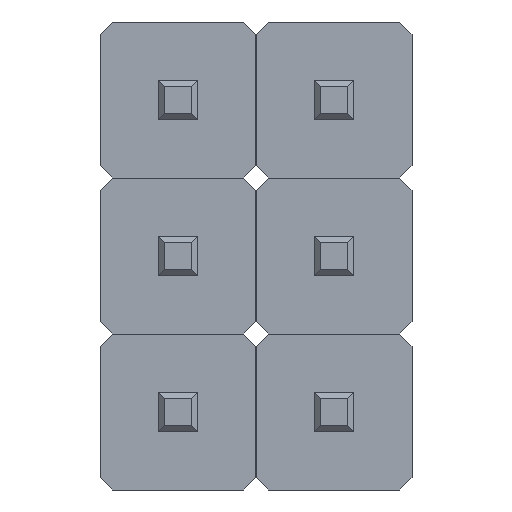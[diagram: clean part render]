
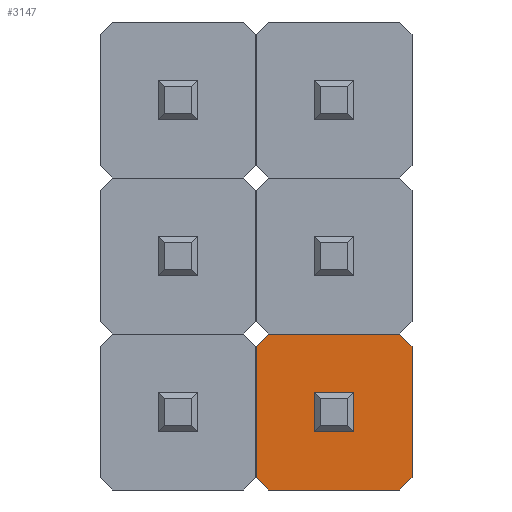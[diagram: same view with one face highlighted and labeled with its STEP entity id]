
A CAD part, front view. The second image highlights one B-rep face of the part: STEP entity #3147.
In plain terms, the highlighted planar face has unit normal (0, -1, 0).
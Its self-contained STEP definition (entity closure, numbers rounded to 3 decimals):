
#109 = DIRECTION ( 'NONE',  ( 1., 0., 0. ) ) ;
#111 = CARTESIAN_POINT ( 'NONE',  ( 3.49, 0., -0.95 ) ) ;
#116 = CARTESIAN_POINT ( 'NONE',  ( 4.88, 0., -2.54 ) ) ;
#175 = VECTOR ( 'NONE', #2644, 1000. ) ;
#195 = ORIENTED_EDGE ( 'NONE', *, *, #2444, .F. ) ;
#224 = VECTOR ( 'NONE', #2767, 1000. ) ;
#238 = ORIENTED_EDGE ( 'NONE', *, *, #4770, .F. ) ;
#311 = DIRECTION ( 'NONE',  ( -0.707, 0., -0.707 ) ) ;
#430 = DIRECTION ( 'NONE',  ( 0., 0., -1. ) ) ;
#434 = EDGE_CURVE ( 'NONE', #1701, #2330, #1476, .T. ) ;
#619 = LINE ( 'NONE', #2062, #224 ) ;
#658 = DIRECTION ( 'NONE',  ( 0., 0., 1. ) ) ;
#774 = LINE ( 'NONE', #111, #2240 ) ;
#796 = LINE ( 'NONE', #3843, #2792 ) ;
#808 = EDGE_CURVE ( 'NONE', #904, #1066, #1819, .T. ) ;
#904 = VERTEX_POINT ( 'NONE', #4520 ) ;
#950 = ORIENTED_EDGE ( 'NONE', *, *, #1477, .T. ) ;
#1056 = VERTEX_POINT ( 'NONE', #1318 ) ;
#1066 = VERTEX_POINT ( 'NONE', #1661 ) ;
#1079 = CARTESIAN_POINT ( 'NONE',  ( 2.54, 0., 0. ) ) ;
#1193 = CARTESIAN_POINT ( 'NONE',  ( 2.54, 0., -0.2 ) ) ;
#1318 = CARTESIAN_POINT ( 'NONE',  ( 4.13, 0., -0.95 ) ) ;
#1379 = LINE ( 'NONE', #1193, #3229 ) ;
#1397 = ORIENTED_EDGE ( 'NONE', *, *, #2288, .F. ) ;
#1432 = VECTOR ( 'NONE', #1489, 1000. ) ;
#1469 = CARTESIAN_POINT ( 'NONE',  ( 5.08, 0., -2.34 ) ) ;
#1476 = LINE ( 'NONE', #1469, #4561 ) ;
#1477 = EDGE_CURVE ( 'NONE', #1701, #1605, #2954, .T. ) ;
#1482 = VERTEX_POINT ( 'NONE', #2641 ) ;
#1489 = DIRECTION ( 'NONE',  ( 0., 0., -1. ) ) ;
#1504 = CARTESIAN_POINT ( 'NONE',  ( 5.08, 0., -0.2 ) ) ;
#1605 = VERTEX_POINT ( 'NONE', #3485 ) ;
#1623 = CARTESIAN_POINT ( 'NONE',  ( 3.49, 0., 0. ) ) ;
#1661 = CARTESIAN_POINT ( 'NONE',  ( 2.54, 0., -2.34 ) ) ;
#1701 = VERTEX_POINT ( 'NONE', #4030 ) ;
#1819 = LINE ( 'NONE', #4488, #4274 ) ;
#1980 = CARTESIAN_POINT ( 'NONE',  ( 4.13, 0., -1.59 ) ) ;
#1996 = VECTOR ( 'NONE', #2009, 1000. ) ;
#2009 = DIRECTION ( 'NONE',  ( 0., 0., 1. ) ) ;
#2029 = AXIS2_PLACEMENT_3D ( 'NONE', #1079, #4045, #658 ) ;
#2034 = ORIENTED_EDGE ( 'NONE', *, *, #4710, .F. ) ;
#2062 = CARTESIAN_POINT ( 'NONE',  ( 3.49, 0., -1.59 ) ) ;
#2095 = ORIENTED_EDGE ( 'NONE', *, *, #3448, .T. ) ;
#2099 = EDGE_CURVE ( 'NONE', #3832, #3571, #4007, .T. ) ;
#2152 = ORIENTED_EDGE ( 'NONE', *, *, #2694, .F. ) ;
#2240 = VECTOR ( 'NONE', #2732, 1000. ) ;
#2264 = CARTESIAN_POINT ( 'NONE',  ( 4.88, 0., 0. ) ) ;
#2283 = DIRECTION ( 'NONE',  ( 0., 0., 1. ) ) ;
#2288 = EDGE_CURVE ( 'NONE', #3663, #1056, #3105, .T. ) ;
#2330 = VERTEX_POINT ( 'NONE', #116 ) ;
#2406 = ORIENTED_EDGE ( 'NONE', *, *, #2947, .F. ) ;
#2444 = EDGE_CURVE ( 'NONE', #1482, #3663, #619, .T. ) ;
#2452 = EDGE_LOOP ( 'NONE', ( #2152, #3368, #2034, #3670, #4607, #2095, #2661, #950 ) ) ;
#2468 = CARTESIAN_POINT ( 'NONE',  ( 2.74, 0., 0. ) ) ;
#2477 = LINE ( 'NONE', #3695, #1432 ) ;
#2495 = FACE_OUTER_BOUND ( 'NONE', #2452, .T. ) ;
#2641 = CARTESIAN_POINT ( 'NONE',  ( 3.49, 0., -1.59 ) ) ;
#2642 = DIRECTION ( 'NONE',  ( 0.707, 0., 0.707 ) ) ;
#2644 = DIRECTION ( 'NONE',  ( 0.707, 0., -0.707 ) ) ;
#2661 = ORIENTED_EDGE ( 'NONE', *, *, #434, .F. ) ;
#2694 = EDGE_CURVE ( 'NONE', #3832, #1605, #3771, .T. ) ;
#2732 = DIRECTION ( 'NONE',  ( -1., 0., 0. ) ) ;
#2767 = DIRECTION ( 'NONE',  ( 1., 0., 0. ) ) ;
#2779 = CARTESIAN_POINT ( 'NONE',  ( 2.74, 0., 0. ) ) ;
#2791 = VECTOR ( 'NONE', #2283, 1000. ) ;
#2792 = VECTOR ( 'NONE', #109, 1000. ) ;
#2947 = EDGE_CURVE ( 'NONE', #3933, #1482, #4433, .T. ) ;
#2954 = LINE ( 'NONE', #1504, #2791 ) ;
#3105 = LINE ( 'NONE', #1980, #1996 ) ;
#3147 = ADVANCED_FACE ( 'NONE', ( #4489, #2495 ), #4693, .F. ) ;
#3210 = DIRECTION ( 'NONE',  ( -1., 0., 0. ) ) ;
#3229 = VECTOR ( 'NONE', #2642, 1000. ) ;
#3258 = VECTOR ( 'NONE', #430, 1000. ) ;
#3315 = CARTESIAN_POINT ( 'NONE',  ( 2.54, 0., -0.2 ) ) ;
#3336 = CARTESIAN_POINT ( 'NONE',  ( 4.88, 0., 0. ) ) ;
#3368 = ORIENTED_EDGE ( 'NONE', *, *, #2099, .T. ) ;
#3448 = EDGE_CURVE ( 'NONE', #904, #2330, #796, .T. ) ;
#3485 = CARTESIAN_POINT ( 'NONE',  ( 5.08, 0., -0.2 ) ) ;
#3568 = VECTOR ( 'NONE', #3210, 1000. ) ;
#3571 = VERTEX_POINT ( 'NONE', #2779 ) ;
#3663 = VERTEX_POINT ( 'NONE', #4593 ) ;
#3670 = ORIENTED_EDGE ( 'NONE', *, *, #4572, .T. ) ;
#3695 = CARTESIAN_POINT ( 'NONE',  ( 2.54, 0., -0.2 ) ) ;
#3771 = LINE ( 'NONE', #2264, #175 ) ;
#3832 = VERTEX_POINT ( 'NONE', #3336 ) ;
#3843 = CARTESIAN_POINT ( 'NONE',  ( 2.74, 0., -2.54 ) ) ;
#3933 = VERTEX_POINT ( 'NONE', #4464 ) ;
#4007 = LINE ( 'NONE', #2468, #3568 ) ;
#4030 = CARTESIAN_POINT ( 'NONE',  ( 5.08, 0., -2.34 ) ) ;
#4045 = DIRECTION ( 'NONE',  ( 0., 1., 0. ) ) ;
#4080 = DIRECTION ( 'NONE',  ( -0.707, 0., 0.707 ) ) ;
#4274 = VECTOR ( 'NONE', #4080, 1000. ) ;
#4295 = EDGE_LOOP ( 'NONE', ( #195, #2406, #238, #1397 ) ) ;
#4433 = LINE ( 'NONE', #1623, #3258 ) ;
#4464 = CARTESIAN_POINT ( 'NONE',  ( 3.49, 0., -0.95 ) ) ;
#4488 = CARTESIAN_POINT ( 'NONE',  ( 2.74, 0., -2.54 ) ) ;
#4489 = FACE_BOUND ( 'NONE', #4295, .T. ) ;
#4520 = CARTESIAN_POINT ( 'NONE',  ( 2.74, 0., -2.54 ) ) ;
#4561 = VECTOR ( 'NONE', #311, 1000. ) ;
#4572 = EDGE_CURVE ( 'NONE', #4591, #1066, #2477, .T. ) ;
#4591 = VERTEX_POINT ( 'NONE', #3315 ) ;
#4593 = CARTESIAN_POINT ( 'NONE',  ( 4.13, 0., -1.59 ) ) ;
#4607 = ORIENTED_EDGE ( 'NONE', *, *, #808, .F. ) ;
#4693 = PLANE ( 'NONE',  #2029 ) ;
#4710 = EDGE_CURVE ( 'NONE', #4591, #3571, #1379, .T. ) ;
#4770 = EDGE_CURVE ( 'NONE', #1056, #3933, #774, .T. ) ;
